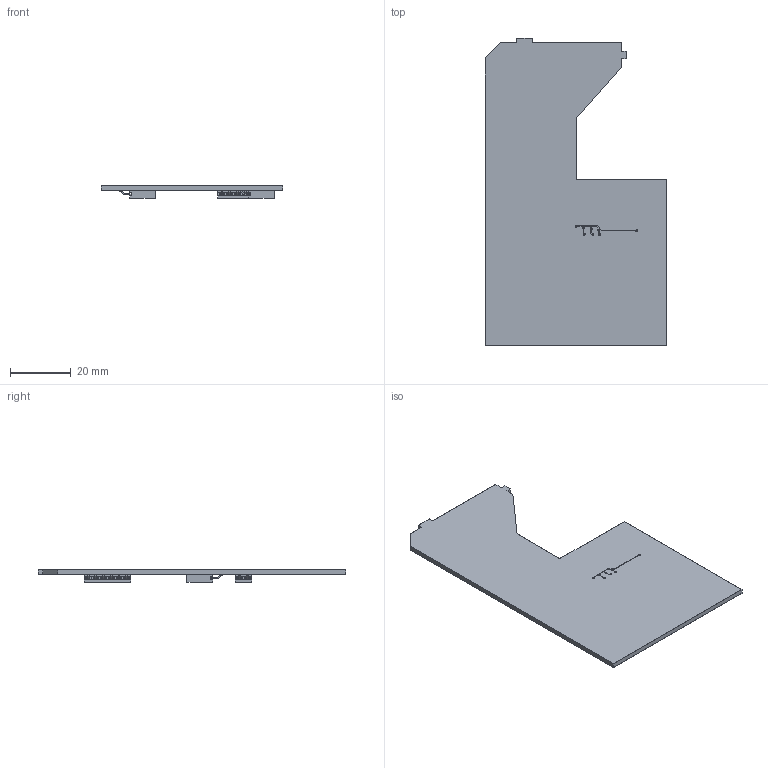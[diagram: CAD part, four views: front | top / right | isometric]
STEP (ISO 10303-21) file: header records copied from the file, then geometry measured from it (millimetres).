
FILE_DESCRIPTION(('KiCad electronic assembly'),'2;1');
FILE_NAME('MiniArcade_Left_Sidepanel.step','2025-11-26T12:01:19',( 'Pcbnew'),('Kicad'),'Open CASCADE STEP processor 7.9', 'KiCad to STEP converter','Unknown');
FILE_SCHEMA(('AUTOMOTIVE_DESIGN { 1 0 10303 214 1 1 1 1 }'));
Length unit declared in the file: millimetre
Products named in the file (14): MiniArcade_Left_Sidepanel 1; M20-7910542R; MiniArcade_Left_Sidepanel 1.1.1; M20-7910242R; M20-7910642R; M20-79106_MOULD; M20-79X_CONTACT; MiniArcade_Left_Sidepanel_copper; MiniArcade_Left_Sidepanel_pad; MiniArcade_Left_Sidepanel_via; MiniArcade_Left_Sidepanel_silkscreen; MiniArcade_Left_Sidepanel_soldermask; MiniArcade_Left_Sidepanel_PCB
Assembly tree (18 placements, depth 3):
  MiniArcade_Left_Sidepanel 1
    M20-7910542R
      MiniArcade_Left_Sidepanel 1.1.1
    M20-7910242R
    M20-7910642R
      M20-79106_MOULD
      M20-79X_CONTACT  x6
    MiniArcade_Left_Sidepanel_copper
    MiniArcade_Left_Sidepanel_pad
    MiniArcade_Left_Sidepanel_via
    MiniArcade_Left_Sidepanel_silkscreen
    MiniArcade_Left_Sidepanel_soldermask
    MiniArcade_Left_Sidepanel_soldermask
    MiniArcade_Left_Sidepanel_PCB
Bounding box: 60 x 101.5 x 4.23 mm (x, y, z)
Volume: 8213.8 mm3; surface area: 31132.1 mm2
Topology: 55 solids, 145 shells, 1462 faces, 5577 edges, 4326 vertices
Faces by surface type: plane 1144, cylinder 318
Full cylindrical faces by diameter (mm): 0.25 x8, 0.275 x16, 0.3 x16
Entity records: 57128 total; most frequent: CARTESIAN_POINT 10589, DIRECTION 8725, ORIENTED_EDGE 8498, EDGE_CURVE 5187, LINE 4321, VECTOR 4321, VERTEX_POINT 4066, AXIS2_PLACEMENT_3D 2202
